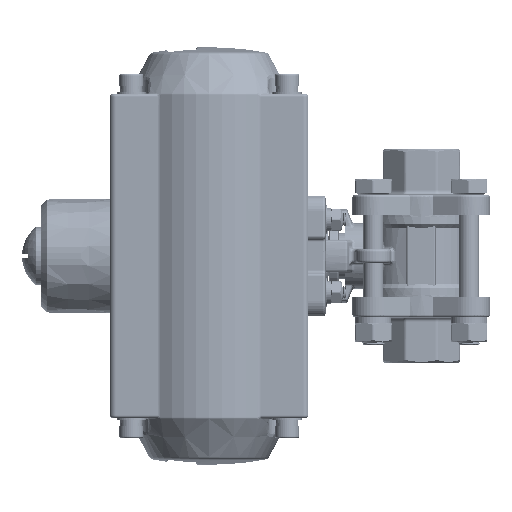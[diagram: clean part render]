
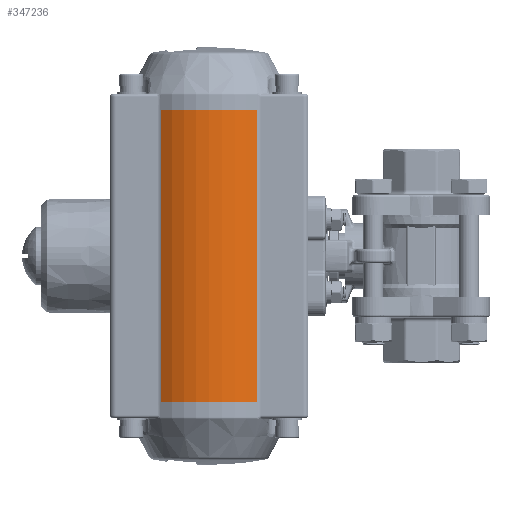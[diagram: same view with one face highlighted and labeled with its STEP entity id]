
A CAD part, left-side view. The second image highlights one B-rep face of the part: STEP entity #347236.
In plain terms, the highlighted cylindrical face has radius 29 mm (diameter 58 mm), a partial arc.
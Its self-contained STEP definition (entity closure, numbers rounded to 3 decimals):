
#26042 = AXIS2_PLACEMENT_3D ( 'NONE', #77648, #348191, #116523 ) ;
#27692 = ORIENTED_EDGE ( 'NONE', *, *, #360122, .F. ) ;
#60109 = LINE ( 'NONE', #303517, #405140 ) ;
#70809 = CIRCLE ( 'NONE', #346785, 29. ) ;
#74285 = VECTOR ( 'NONE', #183349, 1000. ) ;
#77648 = CARTESIAN_POINT ( 'NONE',  ( 0., 74.15, 51. ) ) ;
#87061 = EDGE_LOOP ( 'NONE', ( #27692, #194085, #449268, #346018 ) ) ;
#87349 = CYLINDRICAL_SURFACE ( 'NONE', #263244, 29. ) ;
#94523 = CARTESIAN_POINT ( 'NONE',  ( 0., 74.15, -51. ) ) ;
#95748 = CARTESIAN_POINT ( 'NONE',  ( -23.574, 91.04, 51. ) ) ;
#116523 = DIRECTION ( 'NONE',  ( 1., 0., 0. ) ) ;
#133433 = DIRECTION ( 'NONE',  ( 1., 0., 0. ) ) ;
#135885 = FACE_OUTER_BOUND ( 'NONE', #87061, .T. ) ;
#136804 = EDGE_CURVE ( 'NONE', #496965, #279507, #60109, .T. ) ;
#144499 = CARTESIAN_POINT ( 'NONE',  ( -23.574, 91.04, -51. ) ) ;
#177904 = EDGE_CURVE ( 'NONE', #220973, #415858, #279967, .T. ) ;
#183349 = DIRECTION ( 'NONE',  ( 0., 0., -1. ) ) ;
#194085 = ORIENTED_EDGE ( 'NONE', *, *, #177904, .T. ) ;
#198711 = DIRECTION ( 'NONE',  ( 1., 0., 0. ) ) ;
#220973 = VERTEX_POINT ( 'NONE', #95748 ) ;
#235861 = DIRECTION ( 'NONE',  ( 0., 0., 1. ) ) ;
#263244 = AXIS2_PLACEMENT_3D ( 'NONE', #274814, #235861, #198711 ) ;
#274814 = CARTESIAN_POINT ( 'NONE',  ( 0., 74.15, -51. ) ) ;
#279334 = CARTESIAN_POINT ( 'NONE',  ( -23.574, 57.26, -51. ) ) ;
#279507 = VERTEX_POINT ( 'NONE', #493035 ) ;
#279967 = LINE ( 'NONE', #144499, #74285 ) ;
#303517 = CARTESIAN_POINT ( 'NONE',  ( -23.574, 57.26, -51. ) ) ;
#346018 = ORIENTED_EDGE ( 'NONE', *, *, #136804, .T. ) ;
#346785 = AXIS2_PLACEMENT_3D ( 'NONE', #94523, #365051, #133433 ) ;
#347236 = ADVANCED_FACE ( 'NONE', ( #135885 ), #87349, .T. ) ;
#348191 = DIRECTION ( 'NONE',  ( 0., 0., 1. ) ) ;
#360122 = EDGE_CURVE ( 'NONE', #220973, #279507, #437827, .T. ) ;
#363739 = CARTESIAN_POINT ( 'NONE',  ( -23.574, 91.04, -51. ) ) ;
#365051 = DIRECTION ( 'NONE',  ( 0., 0., 1. ) ) ;
#379775 = DIRECTION ( 'NONE',  ( 0., 0., 1. ) ) ;
#405140 = VECTOR ( 'NONE', #379775, 1000. ) ;
#415858 = VERTEX_POINT ( 'NONE', #363739 ) ;
#437827 = CIRCLE ( 'NONE', #26042, 29. ) ;
#449268 = ORIENTED_EDGE ( 'NONE', *, *, #474407, .T. ) ;
#474407 = EDGE_CURVE ( 'NONE', #415858, #496965, #70809, .T. ) ;
#493035 = CARTESIAN_POINT ( 'NONE',  ( -23.574, 57.26, 51. ) ) ;
#496965 = VERTEX_POINT ( 'NONE', #279334 ) ;
